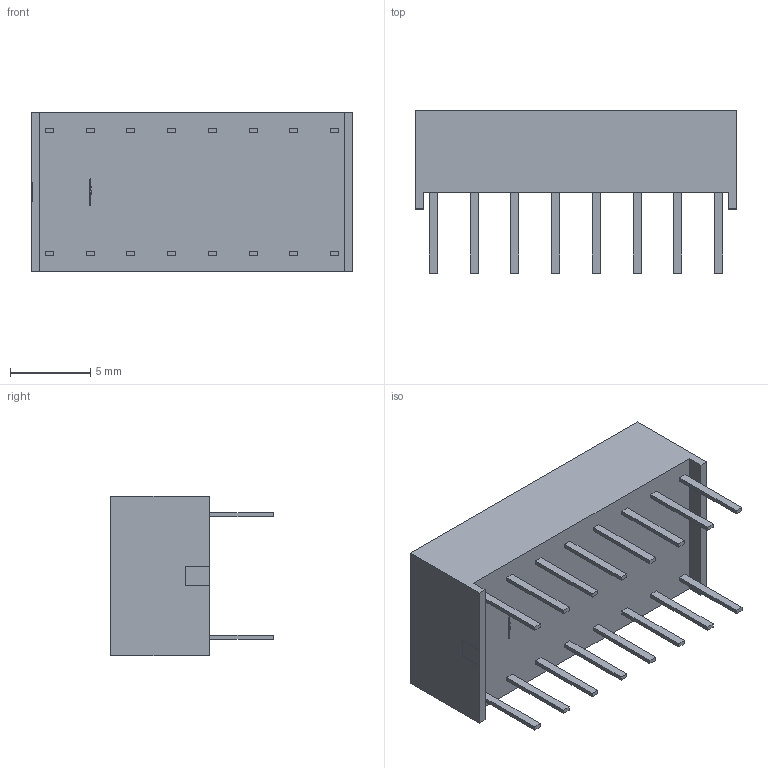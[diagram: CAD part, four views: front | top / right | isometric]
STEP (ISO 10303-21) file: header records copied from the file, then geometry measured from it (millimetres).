
FILE_DESCRIPTION (( 'STEP AP214' ), '1' );
FILE_NAME ('XExx2685.STEP', '2015-09-10T18:02:33', ( '' ), ( '' ), 'SwSTEP 2.0', 'SolidWorks 2012', '' );
FILE_SCHEMA (( 'AUTOMOTIVE_DESIGN' ));
Length unit declared in the file: millimetre
Products named in the file (1): XExx2685
Bounding box: 20.04 x 10.13 x 9.94 mm (x, y, z)
Volume: 1545.8 mm3; surface area: 1378.4 mm2
Topology: 18 solids, 18 shells, 363 faces, 921 edges, 614 vertices
Faces by surface type: plane 261, bspline 102
Entity records: 18748 total; most frequent: CARTESIAN_POINT 6673, ORIENTED_EDGE 1842, DIRECTION 1241, EDGE_CURVE 921, VECTOR 717, LINE 717, VERTEX_POINT 614, EDGE_LOOP 383
